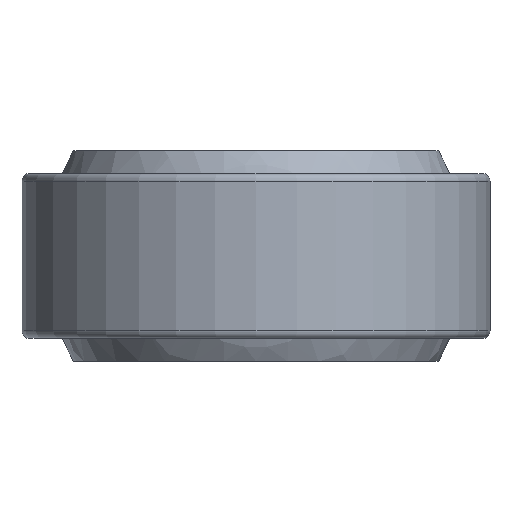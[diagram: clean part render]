
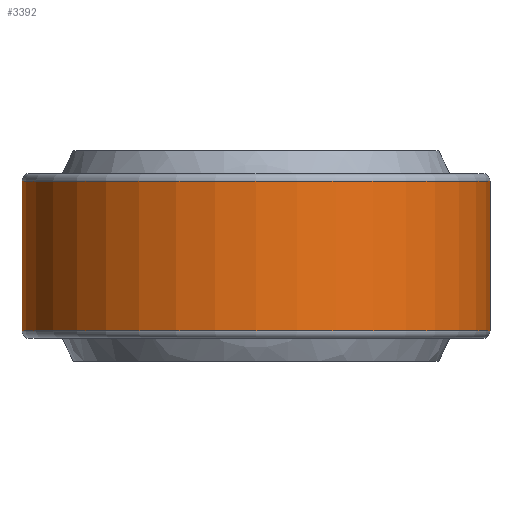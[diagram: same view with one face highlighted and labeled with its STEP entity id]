
A CAD part, front view. The second image highlights one B-rep face of the part: STEP entity #3392.
In plain terms, the highlighted cylindrical face has radius 30.997 mm (diameter 61.994 mm), a partial arc.
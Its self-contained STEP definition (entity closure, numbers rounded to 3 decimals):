
#526 = ORIENTED_EDGE ( 'NONE', *, *, #17180, .T. ) ;
#2379 = DIRECTION ( 'NONE',  ( -1., 0., 0. ) ) ;
#2613 = AXIS2_PLACEMENT_3D ( 'NONE', #4061, #4410, #2379 ) ;
#2900 = LINE ( 'NONE', #17465, #21138 ) ;
#3115 = ORIENTED_EDGE ( 'NONE', *, *, #15870, .T. ) ;
#3158 = ORIENTED_EDGE ( 'NONE', *, *, #18966, .F. ) ;
#3392 = ADVANCED_FACE ( 'NONE', ( #4296 ), #18749, .T. ) ;
#3775 = DIRECTION ( 'NONE',  ( 1., 0., 0. ) ) ;
#4061 = CARTESIAN_POINT ( 'NONE',  ( 0., 0., -10.925 ) ) ;
#4296 = FACE_OUTER_BOUND ( 'NONE', #23365, .T. ) ;
#4410 = DIRECTION ( 'NONE',  ( 0., 0., -1. ) ) ;
#5133 = EDGE_CURVE ( 'NONE', #8184, #20249, #22897, .T. ) ;
#5503 = CARTESIAN_POINT ( 'NONE',  ( -30.997, 0., 9.925 ) ) ;
#6165 = DIRECTION ( 'NONE',  ( 0., 0., -1. ) ) ;
#7176 = CARTESIAN_POINT ( 'NONE',  ( 30.997, 0., 9.925 ) ) ;
#8057 = VERTEX_POINT ( 'NONE', #18560 ) ;
#8184 = VERTEX_POINT ( 'NONE', #7176 ) ;
#10184 = DIRECTION ( 'NONE',  ( 0., 0., -1. ) ) ;
#10337 = ORIENTED_EDGE ( 'NONE', *, *, #5133, .T. ) ;
#10767 = DIRECTION ( 'NONE',  ( 0., 0., -1. ) ) ;
#13435 = DIRECTION ( 'NONE',  ( -1., 0., 0. ) ) ;
#14596 = LINE ( 'NONE', #21868, #20398 ) ;
#14905 = VERTEX_POINT ( 'NONE', #21994 ) ;
#15117 = CARTESIAN_POINT ( 'NONE',  ( 0., 0., 9.925 ) ) ;
#15870 = EDGE_CURVE ( 'NONE', #20249, #8057, #14596, .T. ) ;
#16555 = CARTESIAN_POINT ( 'NONE',  ( 0., 0., -9.925 ) ) ;
#17180 = EDGE_CURVE ( 'NONE', #8057, #14905, #17490, .T. ) ;
#17465 = CARTESIAN_POINT ( 'NONE',  ( 30.997, 0., -10.925 ) ) ;
#17490 = CIRCLE ( 'NONE', #17886, 30.997 ) ;
#17886 = AXIS2_PLACEMENT_3D ( 'NONE', #16555, #23588, #3775 ) ;
#18560 = CARTESIAN_POINT ( 'NONE',  ( -30.997, 0., -9.925 ) ) ;
#18749 = CYLINDRICAL_SURFACE ( 'NONE', #2613, 30.997 ) ;
#18966 = EDGE_CURVE ( 'NONE', #8184, #14905, #2900, .T. ) ;
#20249 = VERTEX_POINT ( 'NONE', #5503 ) ;
#20398 = VECTOR ( 'NONE', #10767, 1000. ) ;
#21138 = VECTOR ( 'NONE', #10184, 1000. ) ;
#21868 = CARTESIAN_POINT ( 'NONE',  ( -30.997, 0., -10.925 ) ) ;
#21994 = CARTESIAN_POINT ( 'NONE',  ( 30.997, 0., -9.925 ) ) ;
#22138 = AXIS2_PLACEMENT_3D ( 'NONE', #15117, #6165, #13435 ) ;
#22897 = CIRCLE ( 'NONE', #22138, 30.997 ) ;
#23365 = EDGE_LOOP ( 'NONE', ( #3158, #10337, #3115, #526 ) ) ;
#23588 = DIRECTION ( 'NONE',  ( 0., 0., 1. ) ) ;
